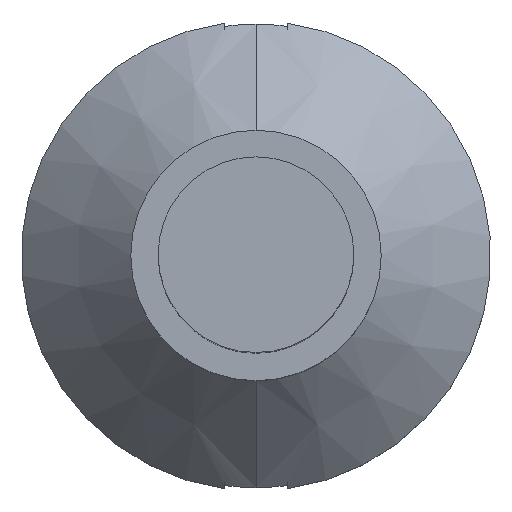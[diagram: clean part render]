
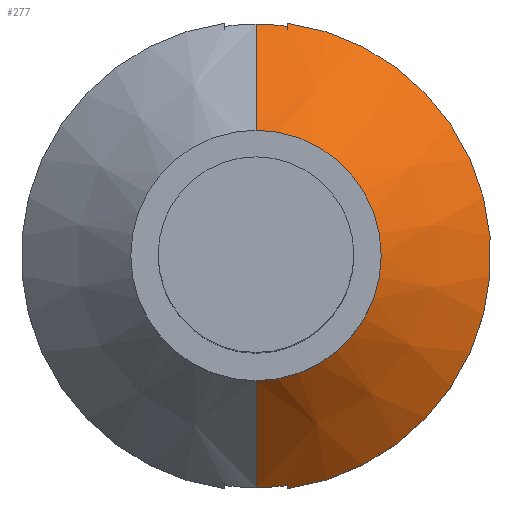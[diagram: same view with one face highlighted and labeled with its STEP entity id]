
A CAD part, top view. The second image highlights one B-rep face of the part: STEP entity #277.
In plain terms, the highlighted conical face has half-angle 45 degrees and reference radius 1.15 mm.
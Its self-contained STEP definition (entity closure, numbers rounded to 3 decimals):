
#23=CARTESIAN_POINT('',(0.2,1.466,0.32));
#24=CARTESIAN_POINT('',(0.2,1.47,0.317));
#25=CARTESIAN_POINT('',(0.2,1.476,0.31));
#26=CARTESIAN_POINT('',(0.2,1.483,0.303));
#27=CARTESIAN_POINT('',(0.2,1.487,0.3));
#29=CARTESIAN_POINT('',(0.2,-1.487,0.3));
#30=CARTESIAN_POINT('',(0.2,-1.483,0.303));
#31=CARTESIAN_POINT('',(0.2,-1.476,0.31));
#32=CARTESIAN_POINT('',(0.2,-1.47,0.317));
#33=CARTESIAN_POINT('',(0.2,-1.466,0.32));
#39=CARTESIAN_POINT('',(0.,0.,0.3));
#40=DIRECTION('',(0.,0.,1.));
#41=DIRECTION('',(0.133,-0.991,0.));
#42=AXIS2_PLACEMENT_3D('',#39,#40,#41);
#44=CARTESIAN_POINT('',(0.,0.,1.));
#45=DIRECTION('',(0.,0.,1.));
#46=DIRECTION('',(0.,-1.,0.));
#47=AXIS2_PLACEMENT_3D('',#44,#45,#46);
#49=CARTESIAN_POINT('',(0.,0.,0.32));
#50=DIRECTION('',(0.,0.,1.));
#51=DIRECTION('',(0.,-1.,0.));
#52=AXIS2_PLACEMENT_3D('',#49,#50,#51);
#58=CARTESIAN_POINT('',(0.,0.,0.32));
#59=DIRECTION('',(0.,0.,1.));
#60=DIRECTION('',(0.135,0.991,0.));
#61=AXIS2_PLACEMENT_3D('',#58,#59,#60);
#77=DIRECTION('',(0.,0.707,-0.707));
#78=VECTOR('',#77,0.962);
#79=CARTESIAN_POINT('',(0.,0.8,1.));
#80=LINE('',#79,#78);
#86=DIRECTION('',(0.,-0.707,-0.707));
#87=VECTOR('',#86,0.962);
#88=CARTESIAN_POINT('',(0.,-0.8,1.));
#89=LINE('',#88,#87);
#166=CARTESIAN_POINT('',(0.,-0.8,1.));
#168=VERTEX_POINT('',#166);
#174=CARTESIAN_POINT('',(0.,0.8,1.));
#176=VERTEX_POINT('',#174);
#185=CARTESIAN_POINT('',(0.,-1.48,0.32));
#186=CARTESIAN_POINT('',(0.2,-1.466,0.32));
#187=VERTEX_POINT('',#185);
#188=VERTEX_POINT('',#186);
#189=CARTESIAN_POINT('',(0.2,1.466,0.32));
#190=CARTESIAN_POINT('',(0.,1.48,0.32));
#191=VERTEX_POINT('',#189);
#192=VERTEX_POINT('',#190);
#193=VERTEX_POINT('',#29);
#194=VERTEX_POINT('',#27);
#257=CARTESIAN_POINT('',(0.,0.,0.65));
#258=DIRECTION('',(0.,0.,-1.));
#259=DIRECTION('',(0.,-1.,0.));
#260=AXIS2_PLACEMENT_3D('',#257,#258,#259);
#261=CONICAL_SURFACE('',#260,1.15,45.);
#263=ORIENTED_EDGE('',*,*,#262,.F.);
#265=ORIENTED_EDGE('',*,*,#264,.F.);
#267=ORIENTED_EDGE('',*,*,#266,.T.);
#269=ORIENTED_EDGE('',*,*,#268,.T.);
#271=ORIENTED_EDGE('',*,*,#270,.F.);
#272=ORIENTED_EDGE('',*,*,#233,.T.);
#273=ORIENTED_EDGE('',*,*,#250,.F.);
#274=ORIENTED_EDGE('',*,*,#237,.T.);
#275=EDGE_LOOP('',(#263,#265,#267,#269,#271,#272,#273,#274));
#276=FACE_OUTER_BOUND('',#275,.F.);
#277=ADVANCED_FACE('',(#276),#261,.T.);
#28=B_SPLINE_CURVE_WITH_KNOTS('',3,(#23,#24,#25,#26,#27),.UNSPECIFIED.,.F.,.F.,(
4,1,4),(0.,0.5,1.),.UNSPECIFIED.);
#34=B_SPLINE_CURVE_WITH_KNOTS('',3,(#29,#30,#31,#32,#33),.UNSPECIFIED.,.F.,.F.,(
4,1,4),(0.,0.5,1.),.UNSPECIFIED.);
#43=CIRCLE('',#42,1.5);
#48=CIRCLE('',#47,0.8);
#53=CIRCLE('',#52,1.48);
#62=CIRCLE('',#61,1.48);
#233=EDGE_CURVE('',#191,#194,#28,.T.);
#237=EDGE_CURVE('',#193,#188,#34,.T.);
#250=EDGE_CURVE('',#193,#194,#43,.T.);
#262=EDGE_CURVE('',#187,#188,#53,.T.);
#264=EDGE_CURVE('',#168,#187,#89,.T.);
#266=EDGE_CURVE('',#168,#176,#48,.T.);
#268=EDGE_CURVE('',#176,#192,#80,.T.);
#270=EDGE_CURVE('',#191,#192,#62,.T.);
